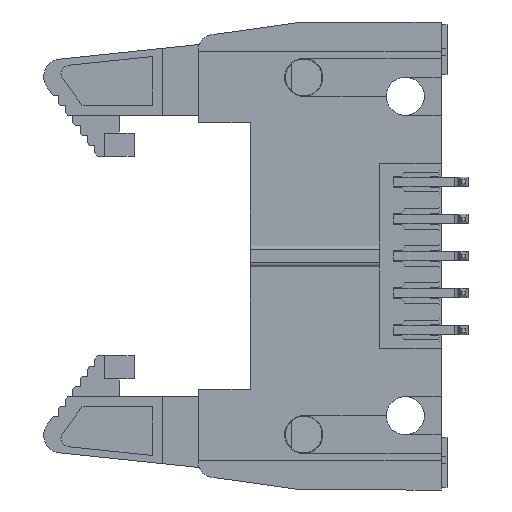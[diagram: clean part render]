
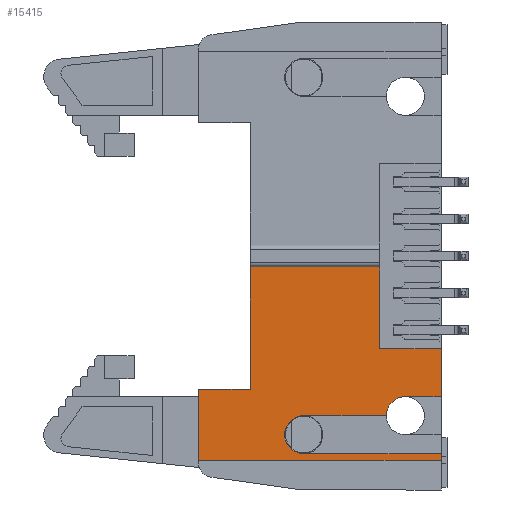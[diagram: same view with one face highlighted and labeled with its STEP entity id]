
A CAD part, front view. The second image highlights one B-rep face of the part: STEP entity #15415.
In plain terms, the highlighted planar face has unit normal (0, -1, 0).
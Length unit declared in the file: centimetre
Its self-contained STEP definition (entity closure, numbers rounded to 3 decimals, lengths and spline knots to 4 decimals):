
#703=PLANE('',#16358);
#1520=FACE_OUTER_BOUND('',#2392,.T.);
#2392=EDGE_LOOP('',(#13514,#13515,#13516,#13517,#13518,#13519,#13520,#13521,
#13522,#13523,#13524,#13525,#13526,#13527));
#3864=LINE('',#23592,#5886);
#3869=LINE('',#23606,#5891);
#3875=LINE('',#23618,#5897);
#3979=LINE('',#23848,#6001);
#3991=LINE('',#23876,#6013);
#4160=LINE('',#24215,#6182);
#4163=LINE('',#24221,#6185);
#4171=LINE('',#24237,#6193);
#4173=LINE('',#24240,#6195);
#4174=LINE('',#24242,#6196);
#4175=LINE('',#24244,#6197);
#4176=LINE('',#24245,#6198);
#5886=VECTOR('',#19078,0.355);
#5891=VECTOR('',#19091,0.565);
#5897=VECTOR('',#19103,0.487);
#6001=VECTOR('',#19289,0.835);
#6013=VECTOR('',#19315,0.885);
#6182=VECTOR('',#19610,1.66);
#6185=VECTOR('',#19615,0.94);
#6193=VECTOR('',#19631,0.245);
#6195=VECTOR('',#19635,0.046);
#6196=VECTOR('',#19636,0.327);
#6197=VECTOR('',#19637,0.42);
#6198=VECTOR('',#19638,0.56);
#6741=CIRCLE('',#16236,0.13);
#6743=CIRCLE('',#16240,0.13);
#7658=VERTEX_POINT('',#23589);
#7659=VERTEX_POINT('',#23591);
#7660=VERTEX_POINT('',#23595);
#7661=VERTEX_POINT('',#23596);
#7664=VERTEX_POINT('',#23605);
#7665=VERTEX_POINT('',#23610);
#7667=VERTEX_POINT('',#23616);
#7752=VERTEX_POINT('',#23847);
#7761=VERTEX_POINT('',#23875);
#7868=VERTEX_POINT('',#24214);
#7870=VERTEX_POINT('',#24220);
#7874=VERTEX_POINT('',#24236);
#7875=VERTEX_POINT('',#24241);
#7876=VERTEX_POINT('',#24243);
#9541=EDGE_CURVE('',#7658,#7659,#3864,.T.);
#9543=EDGE_CURVE('',#7660,#7661,#6741,.T.);
#9548=EDGE_CURVE('',#7660,#7664,#3869,.T.);
#9551=EDGE_CURVE('',#7665,#7664,#6743,.T.);
#9555=EDGE_CURVE('',#7667,#7658,#3875,.T.);
#9666=EDGE_CURVE('',#7752,#7659,#3979,.T.);
#9680=EDGE_CURVE('',#7752,#7761,#3991,.T.);
#9850=EDGE_CURVE('',#7868,#7667,#4160,.T.);
#9853=EDGE_CURVE('',#7665,#7870,#4163,.T.);
#9861=EDGE_CURVE('',#7874,#7661,#4171,.T.);
#9863=EDGE_CURVE('',#7870,#7868,#4173,.T.);
#9864=EDGE_CURVE('',#7874,#7875,#4174,.T.);
#9865=EDGE_CURVE('',#7876,#7875,#4175,.T.);
#9866=EDGE_CURVE('',#7761,#7876,#4176,.T.);
#13514=ORIENTED_EDGE('',*,*,#9555,.F.);
#13515=ORIENTED_EDGE('',*,*,#9850,.F.);
#13516=ORIENTED_EDGE('',*,*,#9863,.F.);
#13517=ORIENTED_EDGE('',*,*,#9853,.F.);
#13518=ORIENTED_EDGE('',*,*,#9551,.T.);
#13519=ORIENTED_EDGE('',*,*,#9548,.F.);
#13520=ORIENTED_EDGE('',*,*,#9543,.T.);
#13521=ORIENTED_EDGE('',*,*,#9861,.F.);
#13522=ORIENTED_EDGE('',*,*,#9864,.T.);
#13523=ORIENTED_EDGE('',*,*,#9865,.F.);
#13524=ORIENTED_EDGE('',*,*,#9866,.F.);
#13525=ORIENTED_EDGE('',*,*,#9680,.F.);
#13526=ORIENTED_EDGE('',*,*,#9666,.T.);
#13527=ORIENTED_EDGE('',*,*,#9541,.F.);
#15415=ADVANCED_FACE('',(#1520),#703,.T.);
#16236=AXIS2_PLACEMENT_3D('',#23597,#19082,#19083);
#16240=AXIS2_PLACEMENT_3D('',#23611,#19096,#19097);
#16358=AXIS2_PLACEMENT_3D('',#24239,#19633,#19634);
#19078=DIRECTION('',(1.,0.,0.));
#19082=DIRECTION('center_axis',(0.,1.,0.));
#19083=DIRECTION('ref_axis',(-1.,0.,0.008));
#19091=DIRECTION('',(-1.,0.,0.));
#19096=DIRECTION('center_axis',(0.,1.,0.));
#19097=DIRECTION('ref_axis',(0.,0.,
-1.));
#19103=DIRECTION('',(0.,0.,1.));
#19289=DIRECTION('',(0.,0.,-1.));
#19315=DIRECTION('',(1.,0.,0.));
#19610=DIRECTION('',(-1.,0.,0.));
#19615=DIRECTION('',(1.,0.,0.));
#19631=DIRECTION('',(-1.,0.,0.));
#19633=DIRECTION('center_axis',(0.,-1.,0.));
#19634=DIRECTION('ref_axis',(0.,0.,1.));
#19635=DIRECTION('',(0.,0.,-1.));
#19636=DIRECTION('',(0.,0.,1.));
#19637=DIRECTION('',(1.,0.,0.));
#19638=DIRECTION('',(0.,0.,-1.));
#23589=CARTESIAN_POINT('',(0.4542,0.0286,0.7262));
#23591=CARTESIAN_POINT('',(0.8092,0.0286,0.7262));
#23592=CARTESIAN_POINT('',(0.4542,0.0286,0.7262));
#23595=CARTESIAN_POINT('',(1.7392,0.0286,0.5452));
#23596=CARTESIAN_POINT('',(1.8692,0.0286,0.6742));
#23597=CARTESIAN_POINT('Origin',(1.8692,0.0286,0.5442));
#23605=CARTESIAN_POINT('',(1.1742,0.0286,0.5452));
#23606=CARTESIAN_POINT('',(1.7392,0.0286,0.5452));
#23610=CARTESIAN_POINT('',(1.1742,0.0286,0.2852));
#23611=CARTESIAN_POINT('Origin',(1.1742,0.0286,0.4152));
#23616=CARTESIAN_POINT('',(0.4542,0.0286,0.2392));
#23618=CARTESIAN_POINT('',(0.4542,0.0286,0.2392));
#23847=CARTESIAN_POINT('',(0.8092,0.0286,1.5612));
#23848=CARTESIAN_POINT('',(0.8092,0.0286,1.5612));
#23875=CARTESIAN_POINT('',(1.6942,0.0286,1.5612));
#23876=CARTESIAN_POINT('',(0.8092,0.0286,1.5612));
#24214=CARTESIAN_POINT('',(2.1142,0.0286,0.2392));
#24215=CARTESIAN_POINT('',(2.1142,0.0286,0.2392));
#24220=CARTESIAN_POINT('',(2.1142,0.0286,0.2852));
#24221=CARTESIAN_POINT('',(1.1742,0.0286,0.2852));
#24236=CARTESIAN_POINT('',(2.1142,0.0286,0.6742));
#24237=CARTESIAN_POINT('',(2.1142,0.0286,0.6742));
#24239=CARTESIAN_POINT('Origin',(2.1142,0.0286,1.6362));
#24240=CARTESIAN_POINT('',(2.1142,0.0286,0.2852));
#24241=CARTESIAN_POINT('',(2.1142,0.0286,1.0012));
#24242=CARTESIAN_POINT('',(2.1142,0.0286,0.6742));
#24243=CARTESIAN_POINT('',(1.6942,0.0286,1.0012));
#24244=CARTESIAN_POINT('',(1.6942,0.0286,1.0012));
#24245=CARTESIAN_POINT('',(1.6942,0.0286,1.5612));
